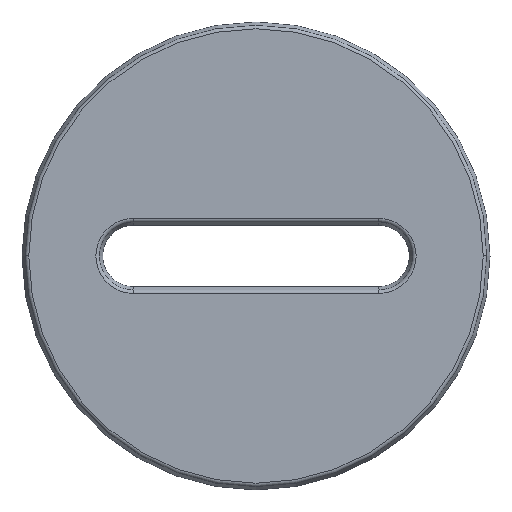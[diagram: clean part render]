
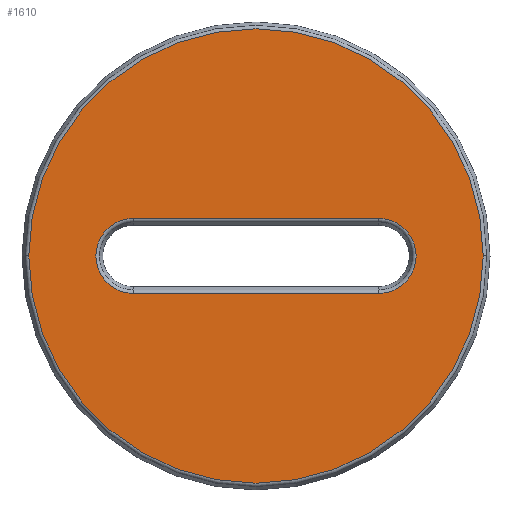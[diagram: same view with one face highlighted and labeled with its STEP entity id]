
A CAD part, top view. The second image highlights one B-rep face of the part: STEP entity #1610.
In plain terms, the highlighted planar face has unit normal (0, 0, 1).
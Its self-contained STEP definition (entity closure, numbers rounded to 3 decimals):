
#396=CARTESIAN_POINT('',(0.,0.,9.5));
#397=DIRECTION('',(0.,0.,-1.));
#398=DIRECTION('',(-1.,0.,0.));
#399=AXIS2_PLACEMENT_3D('',#396,#397,#398);
#404=CARTESIAN_POINT('',(0.,0.,9.5));
#405=DIRECTION('',(0.,0.,-1.));
#406=DIRECTION('',(1.,0.,0.));
#407=AXIS2_PLACEMENT_3D('',#404,#405,#406);
#412=DIRECTION('',(1.,0.,0.));
#413=VECTOR('',#412,260.);
#414=CARTESIAN_POINT('',(-130.,39.712,9.5));
#415=LINE('',#414,#413);
#419=CARTESIAN_POINT('',(-130.,0.,9.5));
#420=DIRECTION('',(0.,0.,-1.));
#421=DIRECTION('',(0.,-1.,0.));
#422=AXIS2_PLACEMENT_3D('',#419,#420,#421);
#427=DIRECTION('',(-1.,0.,0.));
#428=VECTOR('',#427,260.);
#429=CARTESIAN_POINT('',(130.,-39.712,9.5));
#430=LINE('',#429,#428);
#434=CARTESIAN_POINT('',(130.,0.,9.5));
#435=DIRECTION('',(0.,0.,-1.));
#436=DIRECTION('',(0.,1.,0.));
#437=AXIS2_PLACEMENT_3D('',#434,#435,#436);
#1296=CARTESIAN_POINT('',(-240.788,0.,9.5));
#1297=CARTESIAN_POINT('',(240.788,0.,9.5));
#1298=VERTEX_POINT('',#1296);
#1299=VERTEX_POINT('',#1297);
#1300=CARTESIAN_POINT('',(-130.,39.712,9.5));
#1301=CARTESIAN_POINT('',(130.,39.712,9.5));
#1302=VERTEX_POINT('',#1300);
#1303=VERTEX_POINT('',#1301);
#1308=CARTESIAN_POINT('',(130.,-39.712,9.5));
#1309=VERTEX_POINT('',#1308);
#1312=CARTESIAN_POINT('',(-130.,-39.712,9.5));
#1313=VERTEX_POINT('',#1312);
#1590=CARTESIAN_POINT('',(0.,0.,9.5));
#1591=DIRECTION('',(0.,0.,1.));
#1592=DIRECTION('',(1.,0.,0.));
#1593=AXIS2_PLACEMENT_3D('',#1590,#1591,#1592);
#1594=PLANE('',#1593);
#1596=ORIENTED_EDGE('',*,*,#1595,.T.);
#1598=ORIENTED_EDGE('',*,*,#1597,.T.);
#1599=EDGE_LOOP('',(#1596,#1598));
#1600=FACE_OUTER_BOUND('',#1599,.F.);
#1602=ORIENTED_EDGE('',*,*,#1601,.F.);
#1604=ORIENTED_EDGE('',*,*,#1603,.F.);
#1605=ORIENTED_EDGE('',*,*,#1580,.F.);
#1607=ORIENTED_EDGE('',*,*,#1606,.F.);
#1608=EDGE_LOOP('',(#1602,#1604,#1605,#1607));
#1609=FACE_BOUND('',#1608,.F.);
#400=CIRCLE('',#399,240.788);
#408=CIRCLE('',#407,240.788);
#423=CIRCLE('',#422,39.712);
#438=CIRCLE('',#437,39.712);
#1580=EDGE_CURVE('',#1309,#1313,#430,.T.);
#1595=EDGE_CURVE('',#1298,#1299,#400,.T.);
#1597=EDGE_CURVE('',#1299,#1298,#408,.T.);
#1601=EDGE_CURVE('',#1302,#1303,#415,.T.);
#1603=EDGE_CURVE('',#1313,#1302,#423,.T.);
#1606=EDGE_CURVE('',#1303,#1309,#438,.T.);
#1610=ADVANCED_FACE('',(#1600,#1609),#1594,.T.);
